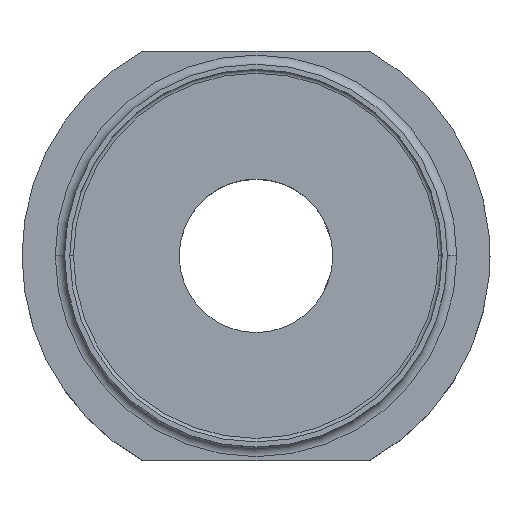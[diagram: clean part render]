
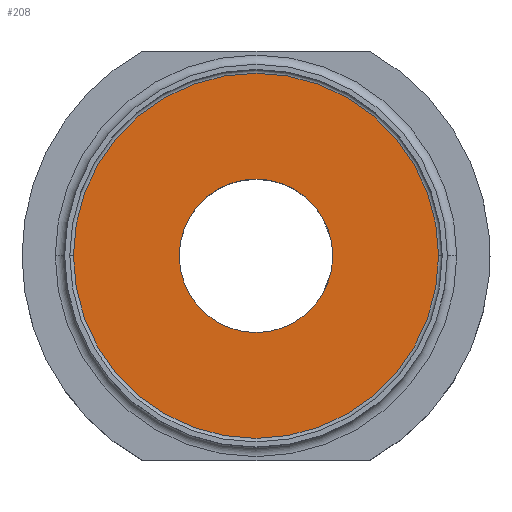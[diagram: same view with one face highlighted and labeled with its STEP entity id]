
A CAD part, top view. The second image highlights one B-rep face of the part: STEP entity #208.
In plain terms, the highlighted planar face has unit normal (0, 0, 1).
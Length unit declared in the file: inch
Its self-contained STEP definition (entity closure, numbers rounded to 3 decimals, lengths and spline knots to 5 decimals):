
#4 = EDGE_CURVE ( 'NONE', #295, #327, #635, .T. ) ;
#8 = EDGE_CURVE ( 'NONE', #479, #417, #669, .T. ) ;
#19 = AXIS2_PLACEMENT_3D ( 'NONE', #438, #278, #489 ) ;
#20 = AXIS2_PLACEMENT_3D ( 'NONE', #296, #450, #317 ) ;
#22 = EDGE_CURVE ( 'NONE', #417, #479, #714, .T. ) ;
#51 = EDGE_CURVE ( 'NONE', #327, #295, #675, .T. ) ;
#110 = AXIS2_PLACEMENT_3D ( 'NONE', #445, #454, #372 ) ;
#112 = AXIS2_PLACEMENT_3D ( 'NONE', #249, #466, #260 ) ;
#114 = AXIS2_PLACEMENT_3D ( 'NONE', #514, #362, #405 ) ;
#128 = ORIENTED_EDGE ( 'NONE', *, *, #51, .T. ) ;
#144 = ORIENTED_EDGE ( 'NONE', *, *, #8, .T. ) ;
#160 = EDGE_LOOP ( 'NONE', ( #128, #170 ) ) ;
#170 = ORIENTED_EDGE ( 'NONE', *, *, #4, .T. ) ;
#172 = ORIENTED_EDGE ( 'NONE', *, *, #22, .T. ) ;
#190 = EDGE_LOOP ( 'NONE', ( #172, #144 ) ) ;
#208 = ADVANCED_FACE ( 'NONE', ( #590, #581 ), #218, .T. ) ;
#218 = PLANE ( 'NONE',  #20 ) ;
#249 = CARTESIAN_POINT ( 'NONE',  ( 0., 0., 0.21326 ) ) ;
#260 = DIRECTION ( 'NONE',  ( 1., 0., 0. ) ) ;
#278 = DIRECTION ( 'NONE',  ( 0., 0., -1. ) ) ;
#294 = CARTESIAN_POINT ( 'NONE',  ( 0.082, 0., 0.21326 ) ) ;
#295 = VERTEX_POINT ( 'NONE', #336 ) ;
#296 = CARTESIAN_POINT ( 'NONE',  ( 0., 0., 0.21326 ) ) ;
#301 = CARTESIAN_POINT ( 'NONE',  ( 0.19506, 0., 0.21326 ) ) ;
#317 = DIRECTION ( 'NONE',  ( 1., 0., 0. ) ) ;
#327 = VERTEX_POINT ( 'NONE', #301 ) ;
#336 = CARTESIAN_POINT ( 'NONE',  ( -0.19506, 0., 0.21326 ) ) ;
#362 = DIRECTION ( 'NONE',  ( 0., 0., 1. ) ) ;
#372 = DIRECTION ( 'NONE',  ( 1., 0., 0. ) ) ;
#405 = DIRECTION ( 'NONE',  ( 1., 0., 0. ) ) ;
#417 = VERTEX_POINT ( 'NONE', #418 ) ;
#418 = CARTESIAN_POINT ( 'NONE',  ( -0.082, 0., 0.21326 ) ) ;
#438 = CARTESIAN_POINT ( 'NONE',  ( 0., 0., 0.21326 ) ) ;
#445 = CARTESIAN_POINT ( 'NONE',  ( 0., 0., 0.21326 ) ) ;
#450 = DIRECTION ( 'NONE',  ( 0., 0., 1. ) ) ;
#454 = DIRECTION ( 'NONE',  ( 0., 0., -1. ) ) ;
#466 = DIRECTION ( 'NONE',  ( 0., 0., 1. ) ) ;
#479 = VERTEX_POINT ( 'NONE', #294 ) ;
#489 = DIRECTION ( 'NONE',  ( 1., 0., 0. ) ) ;
#514 = CARTESIAN_POINT ( 'NONE',  ( 0., 0., 0.21326 ) ) ;
#581 = FACE_BOUND ( 'NONE', #190, .T. ) ;
#590 = FACE_OUTER_BOUND ( 'NONE', #160, .T. ) ;
#635 = CIRCLE ( 'NONE', #114, 0.19506 ) ;
#669 = CIRCLE ( 'NONE', #19, 0.082 ) ;
#675 = CIRCLE ( 'NONE', #112, 0.19506 ) ;
#714 = CIRCLE ( 'NONE', #110, 0.082 ) ;
